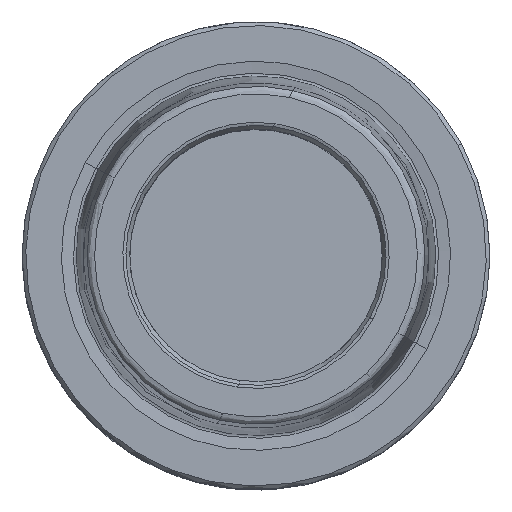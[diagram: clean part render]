
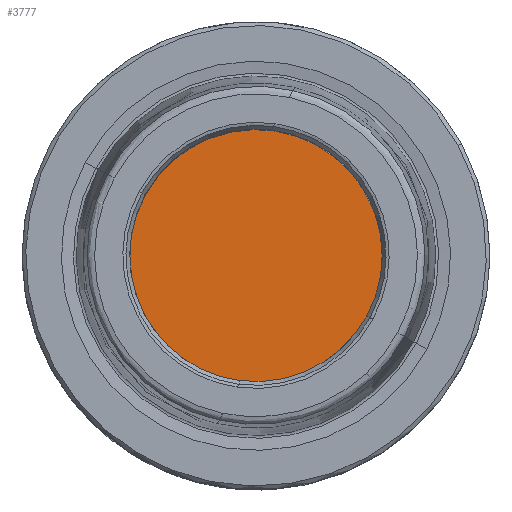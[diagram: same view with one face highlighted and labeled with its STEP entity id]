
A CAD part, top view. The second image highlights one B-rep face of the part: STEP entity #3777.
In plain terms, the highlighted planar face has unit normal (0, 0, 1).
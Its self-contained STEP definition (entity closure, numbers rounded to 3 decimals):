
#3735=AXIS2_PLACEMENT_3D('Circle Axis2P3D',#3733,#3734,$) ;
#3755=AXIS2_PLACEMENT_3D('Circle Axis2P3D',#3753,#3754,$) ;
#3771=AXIS2_PLACEMENT_3D('Plane Axis2P3D',#3768,#3769,#3770) ;
#3730=CARTESIAN_POINT('Vertex',(-14.919,8.15,-10.)) ;
#3733=CARTESIAN_POINT('Axis2P3D Location',(0.,0.,-10.)) ;
#3737=CARTESIAN_POINT('Vertex',(14.919,-8.15,-10.)) ;
#3753=CARTESIAN_POINT('Axis2P3D Location',(0.,0.,-10.)) ;
#3768=CARTESIAN_POINT('Axis2P3D Location',(-15.75,0.,-10.)) ;
#3734=DIRECTION('Axis2P3D Direction',(0.,0.,-1.)) ;
#3754=DIRECTION('Axis2P3D Direction',(0.,0.,-1.)) ;
#3769=DIRECTION('Axis2P3D Direction',(0.,0.,-1.)) ;
#3770=DIRECTION('Axis2P3D XDirection',(0.,1.,0.)) ;
#3774=ORIENTED_EDGE('',*,*,#3757,.T.) ;
#3775=ORIENTED_EDGE('',*,*,#3739,.T.) ;
#3777=ADVANCED_FACE('NOCUT',(#3776),#3772,.F.) ;
#3736=CIRCLE('generated circle',#3735,17.) ;
#3756=CIRCLE('generated circle',#3755,17.) ;
#3739=EDGE_CURVE('',#3738,#3731,#3736,.F.) ;
#3757=EDGE_CURVE('',#3731,#3738,#3756,.F.) ;
#3773=EDGE_LOOP('',(#3774,#3775)) ;
#3776=FACE_OUTER_BOUND('',#3773,.T.) ;
#3772=PLANE('',#3771) ;
#3731=VERTEX_POINT('',#3730) ;
#3738=VERTEX_POINT('',#3737) ;
